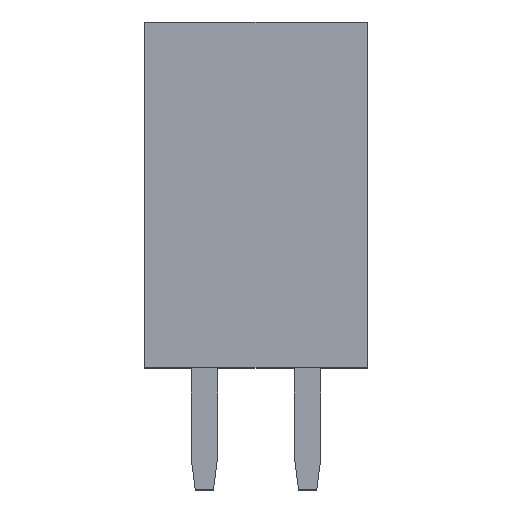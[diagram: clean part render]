
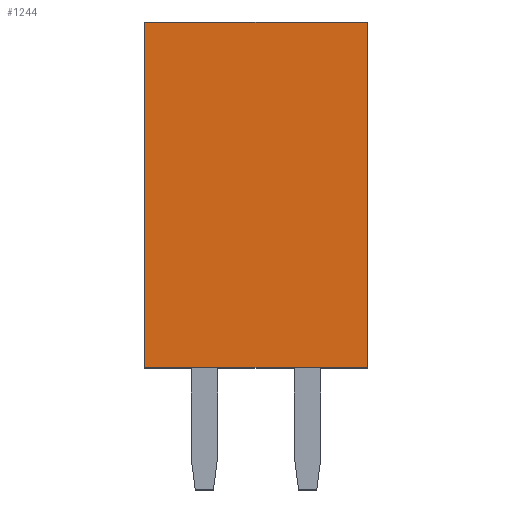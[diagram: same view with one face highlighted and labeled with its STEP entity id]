
A CAD part, top view. The second image highlights one B-rep face of the part: STEP entity #1244.
In plain terms, the highlighted planar face has unit normal (0, 0, 1).
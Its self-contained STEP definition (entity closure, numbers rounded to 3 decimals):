
#475=DIRECTION('',(1.,0.,0.));
#476=VECTOR('',#475,5.48);
#477=CARTESIAN_POINT('',(-4.01,-8.5,1.25));
#478=LINE('',#477,#476);
#482=DIRECTION('',(1.,0.,0.));
#483=VECTOR('',#482,5.48);
#484=CARTESIAN_POINT('',(-4.01,0.,1.25));
#485=LINE('',#484,#483);
#538=DIRECTION('',(0.,-1.,0.));
#539=VECTOR('',#538,8.5);
#540=CARTESIAN_POINT('',(1.47,0.,1.25));
#541=LINE('',#540,#539);
#566=DIRECTION('',(0.,-1.,0.));
#567=VECTOR('',#566,8.5);
#568=CARTESIAN_POINT('',(-4.01,0.,1.25));
#569=LINE('',#568,#567);
#710=CARTESIAN_POINT('',(-4.01,0.,1.25));
#712=VERTEX_POINT('',#710);
#713=CARTESIAN_POINT('',(-4.01,-8.5,1.25));
#714=VERTEX_POINT('',#713);
#726=CARTESIAN_POINT('',(1.47,0.,1.25));
#728=VERTEX_POINT('',#726);
#729=CARTESIAN_POINT('',(1.47,-8.5,1.25));
#730=VERTEX_POINT('',#729);
#1231=CARTESIAN_POINT('',(-1.27,0.,1.25));
#1232=DIRECTION('',(0.,0.,1.));
#1233=DIRECTION('',(1.,0.,0.));
#1234=AXIS2_PLACEMENT_3D('',#1231,#1232,#1233);
#1235=PLANE('',#1234);
#1236=ORIENTED_EDGE('',*,*,#750,.T.);
#1238=ORIENTED_EDGE('',*,*,#1237,.T.);
#1239=ORIENTED_EDGE('',*,*,#1205,.F.);
#1241=ORIENTED_EDGE('',*,*,#1240,.F.);
#1242=EDGE_LOOP('',(#1236,#1238,#1239,#1241));
#1243=FACE_OUTER_BOUND('',#1242,.F.);
#1244=ADVANCED_FACE('',(#1243),#1235,.T.);
#750=EDGE_CURVE('',#712,#728,#485,.T.);
#1205=EDGE_CURVE('',#714,#730,#478,.T.);
#1237=EDGE_CURVE('',#728,#730,#541,.T.);
#1240=EDGE_CURVE('',#712,#714,#569,.T.);
